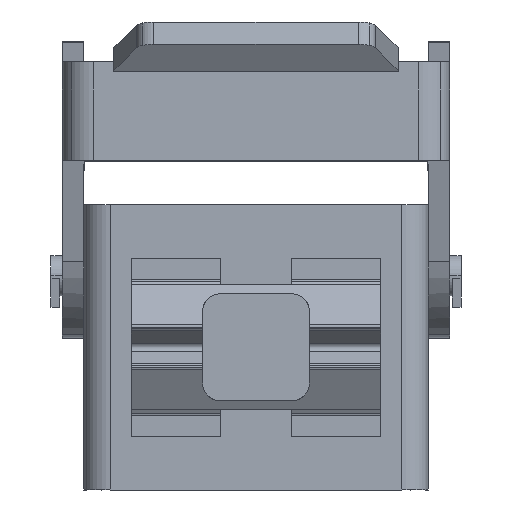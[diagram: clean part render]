
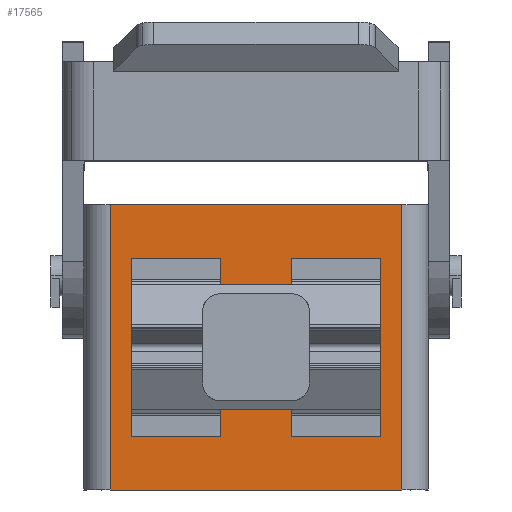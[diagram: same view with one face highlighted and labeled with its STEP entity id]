
A CAD part, left-side view. The second image highlights one B-rep face of the part: STEP entity #17565.
In plain terms, the highlighted planar face has unit normal (-1, 0, 0).
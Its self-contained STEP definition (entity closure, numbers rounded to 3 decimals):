
#13934=CARTESIAN_POINT('',(-29.,-14.,93.));
#13935=VERTEX_POINT('',#13934);
#14005=CARTESIAN_POINT('',(-29.,14.,93.));
#14006=VERTEX_POINT('',#14005);
#14078=CARTESIAN_POINT('',(-29.,14.,86.5));
#14079=VERTEX_POINT('',#14078);
#14128=CARTESIAN_POINT('',(-29.,-14.,86.5));
#14129=VERTEX_POINT('',#14128);
#14136=CARTESIAN_POINT('',(-29.,-4.,86.5));
#14137=VERTEX_POINT('',#14136);
#14144=CARTESIAN_POINT('',(-29.,4.,86.5));
#14145=VERTEX_POINT('',#14144);
#14176=CARTESIAN_POINT('',(-29.,14.,94.0));
#14177=VERTEX_POINT('',#14176);
#14224=CARTESIAN_POINT('',(-29.,-14.,94.0));
#14225=VERTEX_POINT('',#14224);
#14353=CARTESIAN_POINT('',(-29.,14.,100.5));
#14354=VERTEX_POINT('',#14353);
#14361=CARTESIAN_POINT('',(-29.,4.,100.5));
#14362=VERTEX_POINT('',#14361);
#14369=CARTESIAN_POINT('',(-29.,-4.,100.5));
#14370=VERTEX_POINT('',#14369);
#14377=CARTESIAN_POINT('',(-29.,-14.,100.5));
#14378=VERTEX_POINT('',#14377);
#14621=CARTESIAN_POINT('',(-29.,-14.,103.5));
#14622=VERTEX_POINT('',#14621);
#14730=CARTESIAN_POINT('',(-29.,-14.,83.5));
#14731=VERTEX_POINT('',#14730);
#14753=CARTESIAN_POINT('',(-29.,-4.,103.5));
#14754=VERTEX_POINT('',#14753);
#14777=CARTESIAN_POINT('',(-29.,14.,103.5));
#14778=VERTEX_POINT('',#14777);
#14785=CARTESIAN_POINT('',(-29.,4.,103.5));
#14786=VERTEX_POINT('',#14785);
#14826=CARTESIAN_POINT('',(-29.,-4.,83.5));
#14827=VERTEX_POINT('',#14826);
#15582=CARTESIAN_POINT('',(-29.,4.,83.5));
#15583=VERTEX_POINT('',#15582);
#15606=CARTESIAN_POINT('',(-29.,14.,83.5));
#15607=VERTEX_POINT('',#15606);
#16064=CARTESIAN_POINT('',(-29.,4.,83.5));
#16065=DIRECTION('',(0.0,1.0,0.0));
#16066=VECTOR('',#16065,10.0);
#16067=LINE('',#16064,#16066);
#16068=EDGE_CURVE('',#15583,#15607,#16067,.T.);
#16093=CARTESIAN_POINT('',(-29.,4.,86.5));
#16094=DIRECTION('',(0.0,0.0,-1.0));
#16095=VECTOR('',#16094,3.);
#16096=LINE('',#16093,#16095);
#16097=EDGE_CURVE('',#14145,#15583,#16096,.T.);
#16122=CARTESIAN_POINT('',(-29.,-4.,86.5));
#16123=DIRECTION('',(0.0,1.0,0.0));
#16124=VECTOR('',#16123,8.);
#16125=LINE('',#16122,#16124);
#16126=EDGE_CURVE('',#14137,#14145,#16125,.T.);
#16151=CARTESIAN_POINT('',(-29.,-4.,83.5));
#16152=DIRECTION('',(0.0,0.0,1.0));
#16153=VECTOR('',#16152,3.);
#16154=LINE('',#16151,#16153);
#16155=EDGE_CURVE('',#14827,#14137,#16154,.T.);
#16180=CARTESIAN_POINT('',(-29.,-14.,83.5));
#16181=DIRECTION('',(0.0,1.0,0.0));
#16182=VECTOR('',#16181,10.0);
#16183=LINE('',#16180,#16182);
#16184=EDGE_CURVE('',#14731,#14827,#16183,.T.);
#16209=CARTESIAN_POINT('',(-29.,-14.,86.5));
#16210=DIRECTION('',(0.0,0.0,-1.0));
#16211=VECTOR('',#16210,3.);
#16212=LINE('',#16209,#16211);
#16213=EDGE_CURVE('',#14129,#14731,#16212,.T.);
#16215=CARTESIAN_POINT('',(-29.,-14.,93.));
#16216=DIRECTION('',(0.0,0.0,-1.0));
#16217=VECTOR('',#16216,6.5);
#16218=LINE('',#16215,#16217);
#16219=EDGE_CURVE('',#13935,#14129,#16218,.T.);
#16221=CARTESIAN_POINT('',(-29.,-14.,94.0));
#16222=DIRECTION('',(0.0,0.0,-1.0));
#16223=VECTOR('',#16222,1.);
#16224=LINE('',#16221,#16223);
#16225=EDGE_CURVE('',#14225,#13935,#16224,.T.);
#16227=CARTESIAN_POINT('',(-29.,-14.,100.5));
#16228=DIRECTION('',(0.0,0.0,-1.0));
#16229=VECTOR('',#16228,6.5);
#16230=LINE('',#16227,#16229);
#16231=EDGE_CURVE('',#14378,#14225,#16230,.T.);
#16233=CARTESIAN_POINT('',(-29.,-14.,103.5));
#16234=DIRECTION('',(0.0,0.0,-1.0));
#16235=VECTOR('',#16234,3.);
#16236=LINE('',#16233,#16235);
#16237=EDGE_CURVE('',#14622,#14378,#16236,.T.);
#16262=CARTESIAN_POINT('',(-29.,-4.,103.5));
#16263=DIRECTION('',(0.0,-1.0,0.0));
#16264=VECTOR('',#16263,10.0);
#16265=LINE('',#16262,#16264);
#16266=EDGE_CURVE('',#14754,#14622,#16265,.T.);
#16291=CARTESIAN_POINT('',(-29.,-4.,100.5));
#16292=DIRECTION('',(0.0,0.0,1.0));
#16293=VECTOR('',#16292,3.);
#16294=LINE('',#16291,#16293);
#16295=EDGE_CURVE('',#14370,#14754,#16294,.T.);
#16320=CARTESIAN_POINT('',(-29.,4.,100.5));
#16321=DIRECTION('',(0.0,-1.0,0.0));
#16322=VECTOR('',#16321,8.);
#16323=LINE('',#16320,#16322);
#16324=EDGE_CURVE('',#14362,#14370,#16323,.T.);
#16349=CARTESIAN_POINT('',(-29.,4.,103.5));
#16350=DIRECTION('',(0.0,0.0,-1.0));
#16351=VECTOR('',#16350,3.);
#16352=LINE('',#16349,#16351);
#16353=EDGE_CURVE('',#14786,#14362,#16352,.T.);
#16378=CARTESIAN_POINT('',(-29.,14.,103.5));
#16379=DIRECTION('',(0.0,-1.0,0.0));
#16380=VECTOR('',#16379,10.0);
#16381=LINE('',#16378,#16380);
#16382=EDGE_CURVE('',#14778,#14786,#16381,.T.);
#16405=CARTESIAN_POINT('',(-29.,14.,100.5));
#16406=DIRECTION('',(0.0,0.0,1.0));
#16407=VECTOR('',#16406,3.);
#16408=LINE('',#16405,#16407);
#16409=EDGE_CURVE('',#14354,#14778,#16408,.T.);
#16411=CARTESIAN_POINT('',(-29.,14.,94.0));
#16412=DIRECTION('',(0.0,0.0,1.0));
#16413=VECTOR('',#16412,6.5);
#16414=LINE('',#16411,#16413);
#16415=EDGE_CURVE('',#14177,#14354,#16414,.T.);
#16417=CARTESIAN_POINT('',(-29.,14.,93.));
#16418=DIRECTION('',(0.0,0.0,1.0));
#16419=VECTOR('',#16418,1.);
#16420=LINE('',#16417,#16419);
#16421=EDGE_CURVE('',#14006,#14177,#16420,.T.);
#16423=CARTESIAN_POINT('',(-29.,14.,86.5));
#16424=DIRECTION('',(0.0,0.0,1.0));
#16425=VECTOR('',#16424,6.5);
#16426=LINE('',#16423,#16425);
#16427=EDGE_CURVE('',#14079,#14006,#16426,.T.);
#16429=CARTESIAN_POINT('',(-29.,14.,83.5));
#16430=DIRECTION('',(0.0,0.0,1.0));
#16431=VECTOR('',#16430,3.);
#16432=LINE('',#16429,#16431);
#16433=EDGE_CURVE('',#15607,#14079,#16432,.T.);
#16970=CARTESIAN_POINT('',(-29.,-16.3,77.5));
#16971=VERTEX_POINT('',#16970);
#16979=CARTESIAN_POINT('',(-29.,16.3,77.5));
#16980=VERTEX_POINT('',#16979);
#16981=CARTESIAN_POINT('',(-29.,16.3,77.5));
#16982=DIRECTION('',(0.0,-1.0,0.0));
#16983=VECTOR('',#16982,32.6);
#16984=LINE('',#16981,#16983);
#16985=EDGE_CURVE('',#16980,#16971,#16984,.T.);
#17499=CARTESIAN_POINT('',(-29.,-16.3,109.5));
#17500=VERTEX_POINT('',#17499);
#17508=CARTESIAN_POINT('',(-29.,-16.3,77.5));
#17509=DIRECTION('',(0.0,0.0,1.0));
#17510=VECTOR('',#17509,32.);
#17511=LINE('',#17508,#17510);
#17512=EDGE_CURVE('',#16971,#17500,#17511,.T.);
#17520=CARTESIAN_POINT('',(-29.,-16.3,80.5));
#17521=DIRECTION('',(-1.0,0.0,0.0));
#17522=DIRECTION('',(0.0,0.0,1.0));
#17523=AXIS2_PLACEMENT_3D('',#17520,#17521,#17522);
#17524=PLANE('',#17523);
#17525=CARTESIAN_POINT('',(-29.,16.3,109.5));
#17526=VERTEX_POINT('',#17525);
#17527=CARTESIAN_POINT('',(-29.,16.3,77.5));
#17528=DIRECTION('',(0.0,0.0,1.0));
#17529=VECTOR('',#17528,32.);
#17530=LINE('',#17527,#17529);
#17531=EDGE_CURVE('',#16980,#17526,#17530,.T.);
#17532=ORIENTED_EDGE('',*,*,#17531,.F.);
#17533=ORIENTED_EDGE('',*,*,#16985,.T.);
#17534=ORIENTED_EDGE('',*,*,#17512,.T.);
#17535=CARTESIAN_POINT('',(-29.,-16.3,109.5));
#17536=DIRECTION('',(0.0,1.0,0.0));
#17537=VECTOR('',#17536,32.6);
#17538=LINE('',#17535,#17537);
#17539=EDGE_CURVE('',#17500,#17526,#17538,.T.);
#17540=ORIENTED_EDGE('',*,*,#17539,.T.);
#17541=EDGE_LOOP('',(#17532,#17533,#17534,#17540));
#17542=FACE_OUTER_BOUND('',#17541,.T.);
#17543=ORIENTED_EDGE('',*,*,#16427,.T.);
#17544=ORIENTED_EDGE('',*,*,#16421,.T.);
#17545=ORIENTED_EDGE('',*,*,#16415,.T.);
#17546=ORIENTED_EDGE('',*,*,#16409,.T.);
#17547=ORIENTED_EDGE('',*,*,#16382,.T.);
#17548=ORIENTED_EDGE('',*,*,#16353,.T.);
#17549=ORIENTED_EDGE('',*,*,#16324,.T.);
#17550=ORIENTED_EDGE('',*,*,#16295,.T.);
#17551=ORIENTED_EDGE('',*,*,#16266,.T.);
#17552=ORIENTED_EDGE('',*,*,#16237,.T.);
#17553=ORIENTED_EDGE('',*,*,#16231,.T.);
#17554=ORIENTED_EDGE('',*,*,#16225,.T.);
#17555=ORIENTED_EDGE('',*,*,#16219,.T.);
#17556=ORIENTED_EDGE('',*,*,#16213,.T.);
#17557=ORIENTED_EDGE('',*,*,#16184,.T.);
#17558=ORIENTED_EDGE('',*,*,#16155,.T.);
#17559=ORIENTED_EDGE('',*,*,#16126,.T.);
#17560=ORIENTED_EDGE('',*,*,#16097,.T.);
#17561=ORIENTED_EDGE('',*,*,#16068,.T.);
#17562=ORIENTED_EDGE('',*,*,#16433,.T.);
#17563=EDGE_LOOP('',(#17543,#17544,#17545,#17546,#17547,#17548,#17549,#17550,#17551,#17552,#17553,#17554,#17555,#17556,#17557,#17558,#17559,#17560,#17561,#17562));
#17564=FACE_BOUND('',#17563,.T.);
#17565=ADVANCED_FACE('',(#17542,#17564),#17524,.T.);
